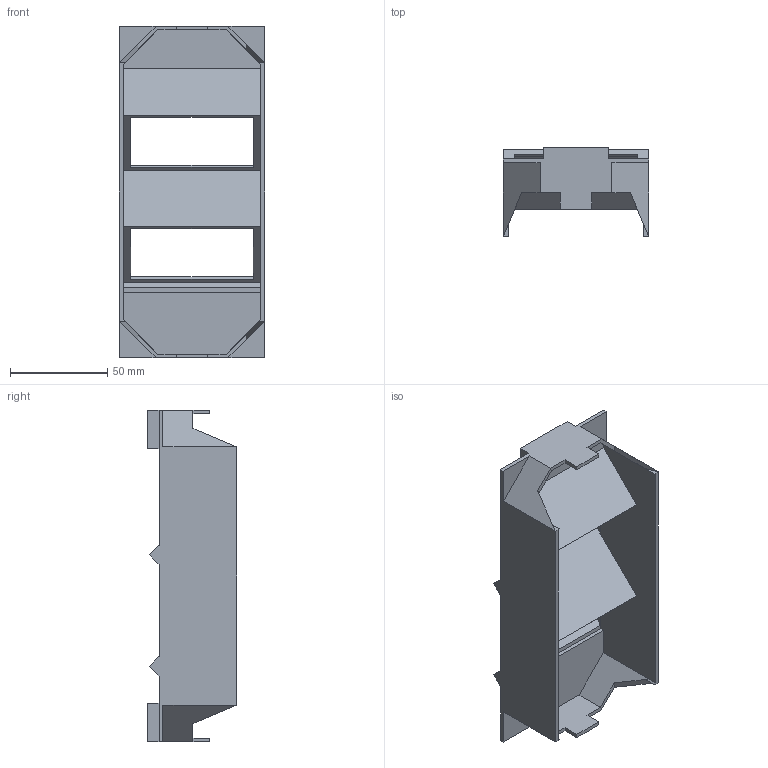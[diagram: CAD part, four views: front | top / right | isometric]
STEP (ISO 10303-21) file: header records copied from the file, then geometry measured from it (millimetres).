
FILE_DESCRIPTION((''),'2;1');
FILE_NAME('GTVD200KUN','2022-10-17T14:57:49',('wilhelo'),(''),'CREO PARAMETRIC BY PTC INC, 2022024','CREO PARAMETRIC BY PTC INC, 2022024','');
FILE_SCHEMA(('AUTOMOTIVE_DESIGN { 1 0 10303 214 1 1 1 1 }'));
Length unit declared in the file: millimetre
Products named in the file (1): GTVD200KUN
Bounding box: 75 x 46 x 171 mm (x, y, z)
Volume: 55687.5 mm3; surface area: 53719.1 mm2
Topology: 1 solids, 1 shells, 82 faces, 240 edges, 156 vertices
Faces by surface type: plane 82
Entity records: 4099 total; most frequent: CARTESIAN_POINT 863, DIRECTION 562, ORIENTED_EDGE 480, VECTOR 243, LINE 243, EDGE_CURVE 240, COLOUR_RGB 208, VERTEX_POINT 156
